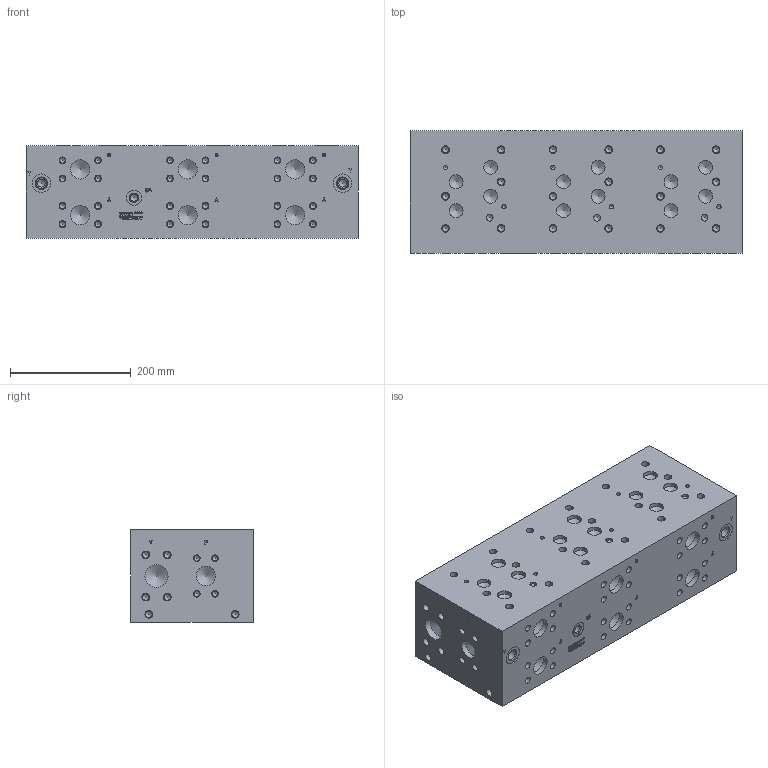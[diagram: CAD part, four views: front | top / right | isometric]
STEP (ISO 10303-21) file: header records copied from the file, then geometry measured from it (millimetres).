
FILE_DESCRIPTION(/* description */ (''),/* implementation_level */ '2;1');
FILE_NAME(/* name */ '_D08HP037F.stp',/* time_stamp */ '2021-07-15T11:33:25-04:00',/* author */ ('anthonyv'),/* organization */ (''),/* preprocessor_version */ 'ST-DEVELOPER v18.1',/* originating_system */ 'Autodesk Inventor 2021',/* authorisation */ '');
FILE_SCHEMA (('AUTOMOTIVE_DESIGN { 1 0 10303 214 3 1 1 }'));
Length unit declared in the file: millimetre
Products named in the file (1): Part_AD08HP037F_3D
Bounding box: 549.27 x 203.2 x 152.4 mm (x, y, z)
Volume: 16613165.1 mm3; surface area: 550346.4 mm2
Topology: 1 solids, 1 shells, 888 faces, 2453 edges, 1689 vertices
Faces by surface type: plane 455, cylinder 170, bspline 158, cone 105
Full cylindrical faces by diameter (mm): 7.137 x6, 9.347 x32, 10.719 x30, 11.125 x35, 12.294 x1, 12.7 x32, 12.9 x1, 14.275 x1, 14.529 x1, 17.501 x2, 19.05 x2, 19.253 x2, 23.012 x12, 25.019 x1, 30.632 x2, 31.75 x8, 38.1 x2
Entity records: 29550 total; most frequent: CARTESIAN_POINT 6989, ORIENTED_EDGE 4714, DIRECTION 4118, EDGE_CURVE 2357, VERTEX_POINT 1689, LINE 1426, VECTOR 1426, AXIS2_PLACEMENT_3D 1346
